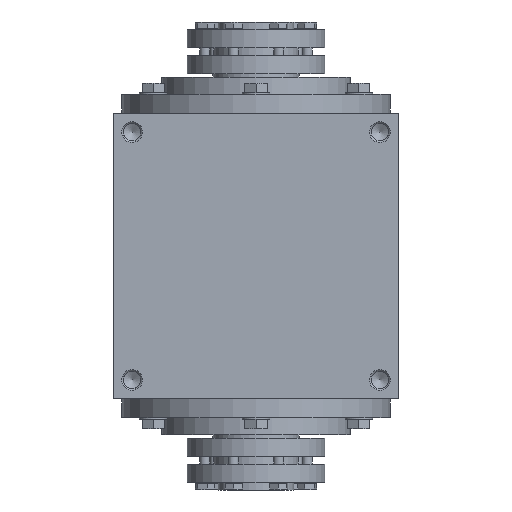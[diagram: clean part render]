
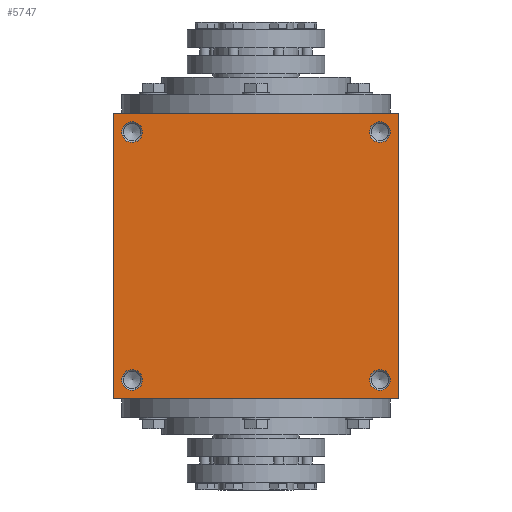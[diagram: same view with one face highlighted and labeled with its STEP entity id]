
A CAD part, left-side view. The second image highlights one B-rep face of the part: STEP entity #5747.
In plain terms, the highlighted face is planar.
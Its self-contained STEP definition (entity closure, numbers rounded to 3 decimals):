
#662=CIRCLE('',#7985,6.);
#663=CIRCLE('',#7986,6.);
#664=CIRCLE('',#7987,6.);
#665=CIRCLE('',#7988,6.);
#1631=ORIENTED_EDGE('',*,*,#2779,.F.);
#1632=ORIENTED_EDGE('',*,*,#2780,.T.);
#1633=ORIENTED_EDGE('',*,*,#2781,.F.);
#1634=ORIENTED_EDGE('',*,*,#2782,.T.);
#1635=ORIENTED_EDGE('',*,*,#2746,.F.);
#1636=ORIENTED_EDGE('',*,*,#2769,.F.);
#1637=ORIENTED_EDGE('',*,*,#2762,.F.);
#1638=ORIENTED_EDGE('',*,*,#2754,.F.);
#2746=EDGE_CURVE('',#3356,#3357,#3730,.T.);
#2754=EDGE_CURVE('',#3357,#3364,#3734,.T.);
#2762=EDGE_CURVE('',#3364,#3371,#3737,.T.);
#2769=EDGE_CURVE('',#3371,#3356,#3740,.T.);
#2779=EDGE_CURVE('',#3385,#3385,#662,.T.);
#2780=EDGE_CURVE('',#3386,#3386,#663,.T.);
#2781=EDGE_CURVE('',#3387,#3387,#664,.T.);
#2782=EDGE_CURVE('',#3388,#3388,#665,.T.);
#3356=VERTEX_POINT('',#11428);
#3357=VERTEX_POINT('',#11429);
#3364=VERTEX_POINT('',#11445);
#3371=VERTEX_POINT('',#11461);
#3385=VERTEX_POINT('',#11495);
#3386=VERTEX_POINT('',#11497);
#3387=VERTEX_POINT('',#11499);
#3388=VERTEX_POINT('',#11501);
#3730=LINE('',#11427,#4066);
#3734=LINE('',#11444,#4070);
#3737=LINE('',#11460,#4073);
#3740=LINE('',#11474,#4076);
#4066=VECTOR('',#9286,1000.);
#4070=VECTOR('',#9300,1000.);
#4073=VECTOR('',#9315,1000.);
#4076=VECTOR('',#9328,1000.);
#4500=EDGE_LOOP('',(#1631));
#4501=EDGE_LOOP('',(#1632));
#4502=EDGE_LOOP('',(#1633));
#4503=EDGE_LOOP('',(#1634));
#4504=EDGE_LOOP('',(#1635,#1636,#1637,#1638));
#5068=FACE_BOUND('',#4500,.T.);
#5069=FACE_BOUND('',#4501,.T.);
#5070=FACE_BOUND('',#4502,.T.);
#5071=FACE_BOUND('',#4503,.T.);
#5072=FACE_BOUND('',#4504,.T.);
#5468=PLANE('',#7984);
#5747=ADVANCED_FACE('',(#5068,#5069,#5070,#5071,#5072),#5468,.F.);
#7984=AXIS2_PLACEMENT_3D('',#11493,#9344,#9345);
#7985=AXIS2_PLACEMENT_3D('',#11494,#9346,#9347);
#7986=AXIS2_PLACEMENT_3D('',#11496,#9348,#9349);
#7987=AXIS2_PLACEMENT_3D('',#11498,#9350,#9351);
#7988=AXIS2_PLACEMENT_3D('',#11500,#9352,#9353);
#9286=DIRECTION('',(0.,-1.,0.));
#9300=DIRECTION('',(1.,0.,0.));
#9315=DIRECTION('',(0.,1.,0.));
#9328=DIRECTION('',(-1.,0.,0.));
#9344=DIRECTION('',(0.,0.,1.));
#9345=DIRECTION('',(1.,0.,0.));
#9346=DIRECTION('',(0.,0.,-1.));
#9347=DIRECTION('',(-1.,0.,0.));
#9348=DIRECTION('',(0.,0.,1.));
#9349=DIRECTION('',(1.,0.,0.));
#9350=DIRECTION('',(0.,0.,-1.));
#9351=DIRECTION('',(-1.,0.,0.));
#9352=DIRECTION('',(0.,0.,1.));
#9353=DIRECTION('',(1.,0.,0.));
#11427=CARTESIAN_POINT('',(-83.,83.,-83.));
#11428=CARTESIAN_POINT('',(-83.,83.,-83.));
#11429=CARTESIAN_POINT('',(-83.,-83.,-83.));
#11444=CARTESIAN_POINT('',(-83.,-83.,-83.));
#11445=CARTESIAN_POINT('',(83.,-83.,-83.));
#11460=CARTESIAN_POINT('',(83.,-83.,-83.));
#11461=CARTESIAN_POINT('',(83.,83.,-83.));
#11474=CARTESIAN_POINT('',(83.,83.,-83.));
#11493=CARTESIAN_POINT('',(0.,0.,-83.));
#11494=CARTESIAN_POINT('',(-72.,72.,-83.));
#11495=CARTESIAN_POINT('',(-78.,72.,-83.));
#11496=CARTESIAN_POINT('',(72.,72.,-83.));
#11497=CARTESIAN_POINT('',(78.,72.,-83.));
#11498=CARTESIAN_POINT('',(-72.,-72.,-83.));
#11499=CARTESIAN_POINT('',(-78.,-72.,-83.));
#11500=CARTESIAN_POINT('',(72.,-72.,-83.));
#11501=CARTESIAN_POINT('',(78.,-72.,-83.));
